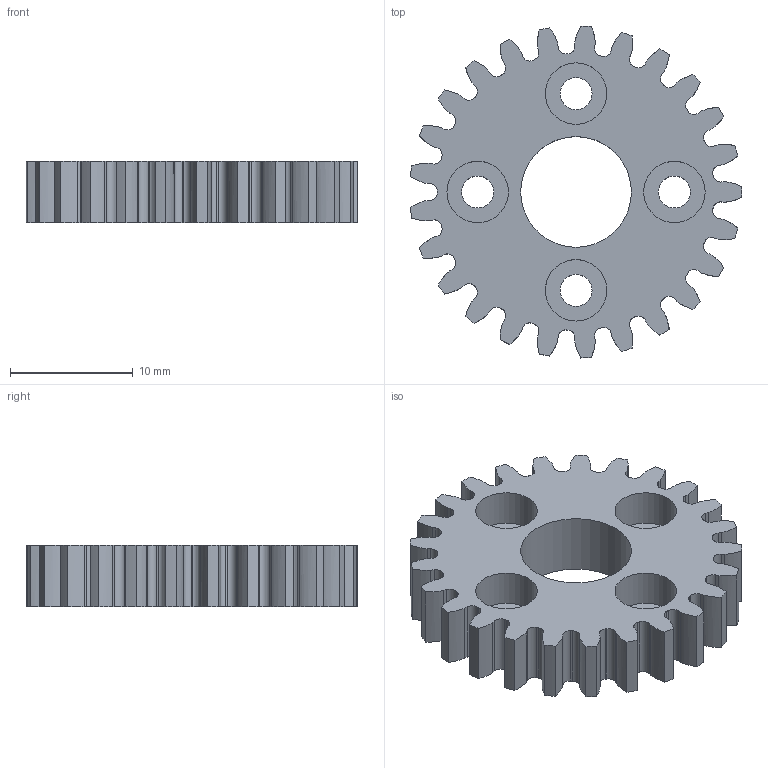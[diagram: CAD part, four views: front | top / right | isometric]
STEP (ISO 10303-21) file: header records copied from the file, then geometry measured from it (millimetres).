
FILE_DESCRIPTION(/* description */ (''),/* implementation_level */ '2;1');
FILE_NAME(/* name */ 'rotor_gear.step',/* time_stamp */ '2026-02-16T15:35:27-08:00',/* author */ (''),/* organization */ (''),/* preprocessor_version */ 'ST-DEVELOPER v20.1',/* originating_system */ 'Autodesk Translation Framework v14.24.0.0',/* authorisation */ '');
FILE_SCHEMA (('AUTOMOTIVE_DESIGN { 1 0 10303 214 3 1 1 }'));
Length unit declared in the file: millimetre
Products named in the file (4): Manuel 1.0; V4 robot arm; Gripper (3); Rotor gear (7)
Assembly tree (3 placements, depth 4):
  Manuel 1.0
    V4 robot arm
      Gripper (3)
        Rotor gear (7)
Bounding box: 26.94 x 26.99 x 5 mm (x, y, z)
Volume: 1819.5 mm3; surface area: 1987.2 mm2
Topology: 1 solids, 1 shells, 215 faces, 627 edges, 418 vertices
Faces by surface type: cylinder 109, plane 56, bspline 50
Full cylindrical faces by diameter (mm): 2.6 x4, 5 x4, 9 x1
Entity records: 21649 total; most frequent: CARTESIAN_POINT 16117, ORIENTED_EDGE 1254, DIRECTION 1089, EDGE_CURVE 627, VERTEX_POINT 418, AXIS2_PLACEMENT_3D 390, LINE 309, VECTOR 309
